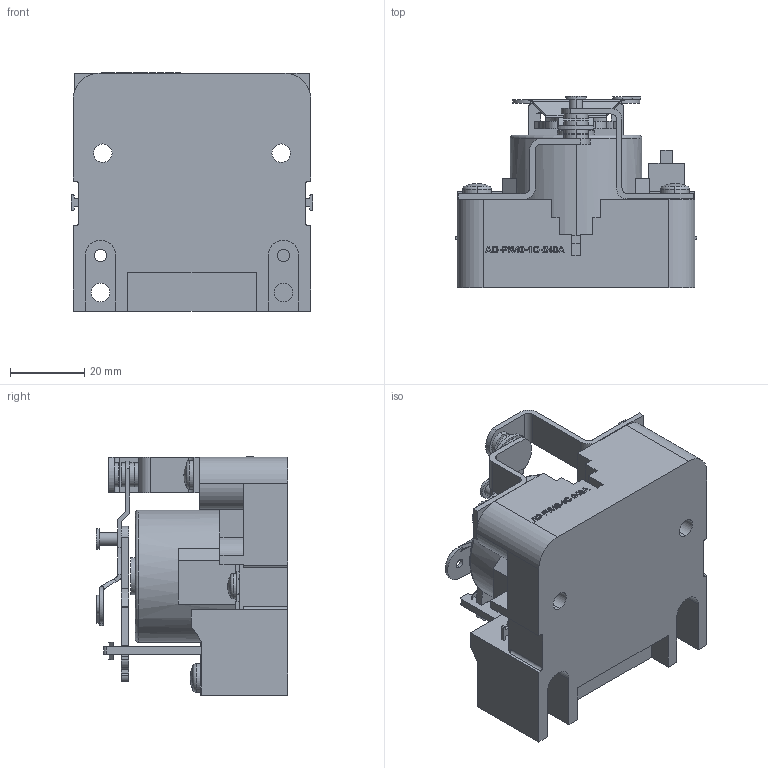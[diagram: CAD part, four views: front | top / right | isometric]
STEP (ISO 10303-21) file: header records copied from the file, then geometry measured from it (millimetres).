
FILE_DESCRIPTION (( 'STEP AP214' ), '1' );
FILE_NAME ('AD-PR40-1C-240A.STEP', '2013-11-27T12:57:59', ( '' ), ( '' ), 'SwSTEP 2.0', 'SolidWorks 2013', '' );
FILE_SCHEMA (( 'AUTOMOTIVE_DESIGN' ));
Length unit declared in the file: millimetre
Products named in the file (1): AD-PR40-1C-240A
Bounding box: 64.95 x 51.55 x 64.1 mm (x, y, z)
Volume: 91030.6 mm3; surface area: 33438.3 mm2
Topology: 35 solids, 35 shells, 642 faces, 1674 edges, 1105 vertices
Faces by surface type: plane 422, cylinder 128, bspline 70, torus 16, sphere 6
Entity records: 28694 total; most frequent: CARTESIAN_POINT 7464, ORIENTED_EDGE 3340, DIRECTION 2992, EDGE_CURVE 1670, LINE 1198, VECTOR 1198, VERTEX_POINT 1105, AXIS2_PLACEMENT_3D 897
